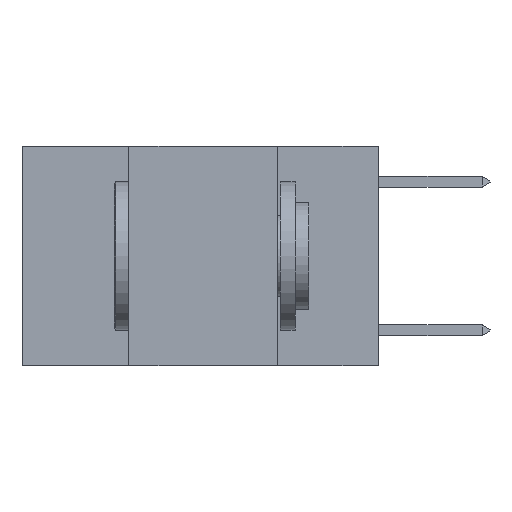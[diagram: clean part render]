
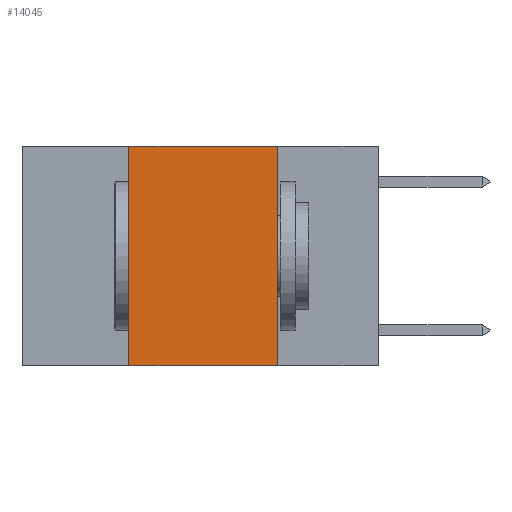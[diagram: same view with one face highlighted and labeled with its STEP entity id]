
A CAD part, left-side view. The second image highlights one B-rep face of the part: STEP entity #14045.
In plain terms, the highlighted planar face has unit normal (-1, 0, 0).
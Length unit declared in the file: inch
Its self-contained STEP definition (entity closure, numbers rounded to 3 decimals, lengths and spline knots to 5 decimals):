
#161 = ORIENTED_EDGE ( 'NONE', *, *, #2578, .F. ) ;
#272 = VERTEX_POINT ( 'NONE', #2948 ) ;
#815 = PLANE ( 'NONE',  #9389 ) ;
#2568 = VERTEX_POINT ( 'NONE', #4603 ) ;
#2578 = EDGE_CURVE ( 'NONE', #5460, #2568, #9458, .T. ) ;
#2948 = CARTESIAN_POINT ( 'NONE',  ( 0., 0.17, -0.37 ) ) ;
#3384 = DIRECTION ( 'NONE',  ( 0., 0., 1. ) ) ;
#3509 = EDGE_CURVE ( 'NONE', #5460, #272, #15263, .T. ) ;
#4351 = CARTESIAN_POINT ( 'NONE',  ( 0., 0.17, 0. ) ) ;
#4421 = VERTEX_POINT ( 'NONE', #4351 ) ;
#4603 = CARTESIAN_POINT ( 'NONE',  ( 0., 0.42, 0. ) ) ;
#4801 = ORIENTED_EDGE ( 'NONE', *, *, #3509, .T. ) ;
#4812 = EDGE_CURVE ( 'NONE', #2568, #4421, #15191, .T. ) ;
#5396 = VECTOR ( 'NONE', #11650, 39.37008 ) ;
#5460 = VERTEX_POINT ( 'NONE', #14050 ) ;
#5962 = VECTOR ( 'NONE', #13760, 39.37008 ) ;
#6285 = ORIENTED_EDGE ( 'NONE', *, *, #8541, .F. ) ;
#6841 = CARTESIAN_POINT ( 'NONE',  ( 0., 0.6, 0. ) ) ;
#7027 = VECTOR ( 'NONE', #13809, 39.37008 ) ;
#7159 = DIRECTION ( 'NONE',  ( 1., 0., 0. ) ) ;
#8221 = ORIENTED_EDGE ( 'NONE', *, *, #4812, .F. ) ;
#8342 = EDGE_LOOP ( 'NONE', ( #6285, #8221, #161, #4801 ) ) ;
#8541 = EDGE_CURVE ( 'NONE', #4421, #272, #12608, .T. ) ;
#9389 = AXIS2_PLACEMENT_3D ( 'NONE', #6841, #7159, #11765 ) ;
#9458 = LINE ( 'NONE', #14344, #12791 ) ;
#10301 = CARTESIAN_POINT ( 'NONE',  ( 0., 0.6, 0. ) ) ;
#11650 = DIRECTION ( 'NONE',  ( 0., -1., 0. ) ) ;
#11765 = DIRECTION ( 'NONE',  ( 0., 0., -1. ) ) ;
#12608 = LINE ( 'NONE', #15316, #7027 ) ;
#12791 = VECTOR ( 'NONE', #3384, 39.37008 ) ;
#13024 = CARTESIAN_POINT ( 'NONE',  ( 0., 0.6, -0.37 ) ) ;
#13059 = FACE_OUTER_BOUND ( 'NONE', #8342, .T. ) ;
#13760 = DIRECTION ( 'NONE',  ( 0., -1., 0. ) ) ;
#13809 = DIRECTION ( 'NONE',  ( 0., 0., -1. ) ) ;
#14045 = ADVANCED_FACE ( 'NONE', ( #13059 ), #815, .F. ) ;
#14050 = CARTESIAN_POINT ( 'NONE',  ( 0., 0.42, -0.37 ) ) ;
#14344 = CARTESIAN_POINT ( 'NONE',  ( 0., 0.42, 0. ) ) ;
#15191 = LINE ( 'NONE', #10301, #5962 ) ;
#15263 = LINE ( 'NONE', #13024, #5396 ) ;
#15316 = CARTESIAN_POINT ( 'NONE',  ( 0., 0.17, 0. ) ) ;
